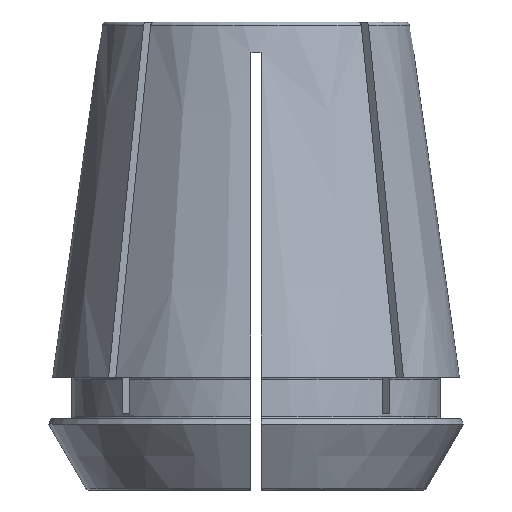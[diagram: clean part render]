
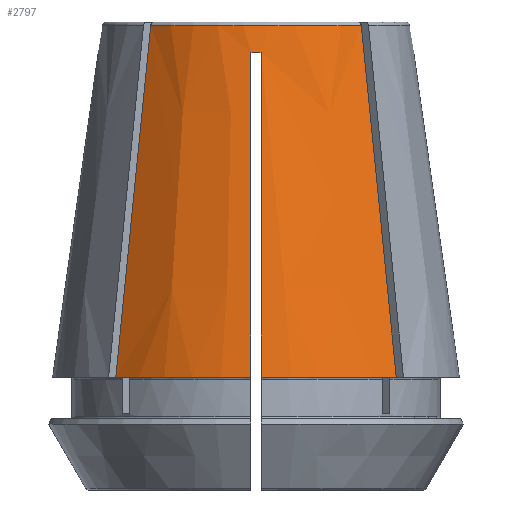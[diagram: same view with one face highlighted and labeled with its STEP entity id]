
A CAD part, left-side view. The second image highlights one B-rep face of the part: STEP entity #2797.
In plain terms, the highlighted conical face has half-angle 8 degrees and reference radius 15.095 mm.
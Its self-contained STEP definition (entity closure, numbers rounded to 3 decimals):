
#20=CONICAL_SURFACE('',#2983,15.095,0.14);
#533=CIRCLE('',#2984,15.144);
#534=CIRCLE('',#2985,20.);
#535=CIRCLE('',#2986,15.517);
#536=CIRCLE('',#2987,20.);
#736=ORIENTED_EDGE('',*,*,#1645,.F.);
#737=ORIENTED_EDGE('',*,*,#1646,.T.);
#738=ORIENTED_EDGE('',*,*,#1647,.T.);
#739=ORIENTED_EDGE('',*,*,#1648,.F.);
#740=ORIENTED_EDGE('',*,*,#1649,.F.);
#741=ORIENTED_EDGE('',*,*,#1650,.T.);
#742=ORIENTED_EDGE('',*,*,#1651,.T.);
#743=ORIENTED_EDGE('',*,*,#1652,.F.);
#1645=EDGE_CURVE('',#2098,#2099,#533,.T.);
#1646=EDGE_CURVE('',#2098,#2100,#2368,.T.);
#1647=EDGE_CURVE('',#2100,#2101,#534,.T.);
#1648=EDGE_CURVE('',#2102,#2101,#2369,.T.);
#1649=EDGE_CURVE('',#2103,#2102,#535,.T.);
#1650=EDGE_CURVE('',#2103,#2104,#2370,.T.);
#1651=EDGE_CURVE('',#2104,#2105,#536,.T.);
#1652=EDGE_CURVE('',#2099,#2105,#2371,.T.);
#2098=VERTEX_POINT('',#4246);
#2099=VERTEX_POINT('',#4247);
#2100=VERTEX_POINT('',#4255);
#2101=VERTEX_POINT('',#4257);
#2102=VERTEX_POINT('',#4268);
#2103=VERTEX_POINT('',#4270);
#2104=VERTEX_POINT('',#4281);
#2105=VERTEX_POINT('',#4283);
#2368=B_SPLINE_CURVE_WITH_KNOTS('',3,(#4248,#4249,#4250,#4251,#4252,#4253,
#4254),.UNSPECIFIED.,.F.,.F.,(4,3,4),(0.,0.027,
0.035),.UNSPECIFIED.);
#2369=B_SPLINE_CURVE_WITH_KNOTS('',3,(#4258,#4259,#4260,#4261,#4262,#4263,
#4264,#4265,#4266,#4267),.UNSPECIFIED.,.F.,.F.,(4,3,3,4),(0.024,
0.028,0.056,0.057),.UNSPECIFIED.);
#2370=B_SPLINE_CURVE_WITH_KNOTS('',3,(#4271,#4272,#4273,#4274,#4275,#4276,
#4277,#4278,#4279,#4280),.UNSPECIFIED.,.F.,.F.,(4,3,3,4),(0.024,
0.028,0.056,0.057),.UNSPECIFIED.);
#2371=B_SPLINE_CURVE_WITH_KNOTS('',3,(#4284,#4285,#4286,#4287,#4288,#4289,
#4290),.UNSPECIFIED.,.F.,.F.,(4,3,4),(0.,0.027,
0.035),.UNSPECIFIED.);
#2465=EDGE_LOOP('',(#736,#737,#738,#739,#740,#741,#742,#743));
#2617=FACE_BOUND('',#2465,.T.);
#2797=ADVANCED_FACE('',(#2617),#20,.T.);
#2983=AXIS2_PLACEMENT_3D('',#4244,#3359,#3360);
#2984=AXIS2_PLACEMENT_3D('',#4245,#3361,#3362);
#2985=AXIS2_PLACEMENT_3D('',#4256,#3363,#3364);
#2986=AXIS2_PLACEMENT_3D('',#4269,#3365,#3366);
#2987=AXIS2_PLACEMENT_3D('',#4282,#3367,#3368);
#3359=DIRECTION('',(0.,0.,-1.));
#3360=DIRECTION('',(-1.,0.,0.));
#3361=DIRECTION('',(0.,0.,1.));
#3362=DIRECTION('',(1.,0.,0.));
#3363=DIRECTION('',(0.,0.,1.));
#3364=DIRECTION('',(1.,0.,0.));
#3365=DIRECTION('',(0.,0.,-1.));
#3366=DIRECTION('',(-1.,0.,0.));
#3367=DIRECTION('',(0.,0.,1.));
#3368=DIRECTION('',(1.,0.,0.));
#4244=CARTESIAN_POINT('',(0.,0.,39.));
#4245=CARTESIAN_POINT('',(0.,0.,38.656));
#4246=CARTESIAN_POINT('',(-11.056,10.349,38.656));
#4247=CARTESIAN_POINT('',(-11.056,-10.349,38.656));
#4248=CARTESIAN_POINT('',(-11.056,10.349,38.656));
#4249=CARTESIAN_POINT('',(-11.928,11.221,29.88));
#4250=CARTESIAN_POINT('',(-12.801,12.094,21.104));
#4251=CARTESIAN_POINT('',(-13.673,12.966,12.328));
#4252=CARTESIAN_POINT('',(-13.946,13.239,9.585));
#4253=CARTESIAN_POINT('',(-14.219,13.512,6.843));
#4254=CARTESIAN_POINT('',(-14.491,13.784,4.1));
#4255=CARTESIAN_POINT('',(-14.491,13.784,4.1));
#4256=CARTESIAN_POINT('',(0.,0.,4.1));
#4257=CARTESIAN_POINT('',(-19.994,0.5,4.1));
#4258=CARTESIAN_POINT('',(-15.509,0.5,36.));
#4259=CARTESIAN_POINT('',(-15.689,0.5,34.72));
#4260=CARTESIAN_POINT('',(-15.869,0.5,33.44));
#4261=CARTESIAN_POINT('',(-16.049,0.5,32.16));
#4262=CARTESIAN_POINT('',(-17.357,0.5,22.855));
#4263=CARTESIAN_POINT('',(-18.665,0.5,13.55));
#4264=CARTESIAN_POINT('',(-19.973,0.5,4.245));
#4265=CARTESIAN_POINT('',(-19.98,0.5,4.197));
#4266=CARTESIAN_POINT('',(-19.987,0.5,4.148));
#4267=CARTESIAN_POINT('',(-19.994,0.5,4.1));
#4268=CARTESIAN_POINT('',(-15.509,0.5,36.));
#4269=CARTESIAN_POINT('',(0.,0.,36.));
#4270=CARTESIAN_POINT('',(-15.509,-0.5,36.));
#4271=CARTESIAN_POINT('',(-15.509,-0.5,36.));
#4272=CARTESIAN_POINT('',(-15.689,-0.5,34.72));
#4273=CARTESIAN_POINT('',(-15.869,-0.5,33.44));
#4274=CARTESIAN_POINT('',(-16.049,-0.5,32.16));
#4275=CARTESIAN_POINT('',(-17.357,-0.5,22.855));
#4276=CARTESIAN_POINT('',(-18.665,-0.5,13.55));
#4277=CARTESIAN_POINT('',(-19.973,-0.5,4.245));
#4278=CARTESIAN_POINT('',(-19.98,-0.5,4.197));
#4279=CARTESIAN_POINT('',(-19.987,-0.5,4.148));
#4280=CARTESIAN_POINT('',(-19.994,-0.5,4.1));
#4281=CARTESIAN_POINT('',(-19.994,-0.5,4.1));
#4282=CARTESIAN_POINT('',(0.,0.,4.1));
#4283=CARTESIAN_POINT('',(-14.491,-13.784,4.1));
#4284=CARTESIAN_POINT('',(-11.056,-10.349,38.656));
#4285=CARTESIAN_POINT('',(-11.928,-11.221,29.88));
#4286=CARTESIAN_POINT('',(-12.801,-12.094,21.104));
#4287=CARTESIAN_POINT('',(-13.673,-12.966,12.328));
#4288=CARTESIAN_POINT('',(-13.946,-13.239,9.585));
#4289=CARTESIAN_POINT('',(-14.219,-13.512,6.843));
#4290=CARTESIAN_POINT('',(-14.491,-13.784,4.1));
